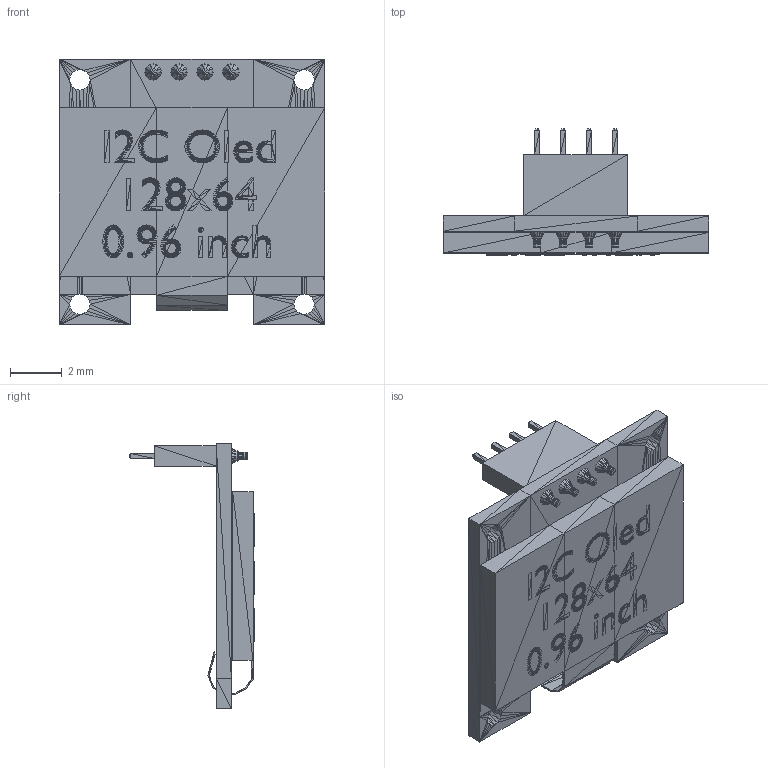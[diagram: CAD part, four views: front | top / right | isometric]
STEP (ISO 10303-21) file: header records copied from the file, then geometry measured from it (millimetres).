
FILE_DESCRIPTION((''),'2;1');
FILE_NAME('0,96oled', '2024-10-04T08:17:11', (''), (''), 'ImageToStl.com STEP Converter','', '');
FILE_SCHEMA(('AUTOMOTIVE_DESIGN_CC2'));
Length unit declared in the file: metre
Products named in the file (7): product0; product1; product2; product3; product4; product5; product6
Bounding box: 10.24 x 4.84 x 10.24 mm (x, y, z)
Surface area: 450.6 mm2 (no closed solid volume)
Topology: 0 solids, 2369 shells, 2369 faces, 7107 edges, 2021 vertices
Faces by surface type: plane 2369
Entity records: 56284 total; most frequent: DIRECTION 11847, ORIENTED_EDGE 7107, EDGE_CURVE 7107, LINE 7107, VECTOR 7107, AXIS2_PLACEMENT_3D 2370, FACE_SURFACE 2369, PLANE 2369
